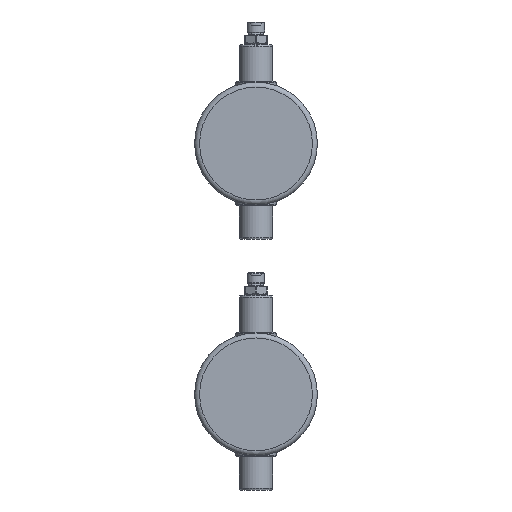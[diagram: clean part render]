
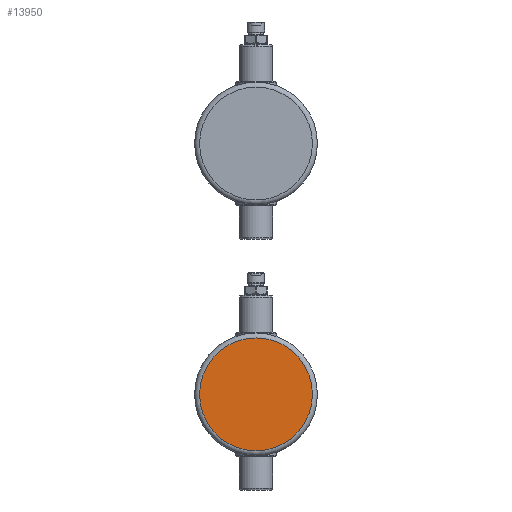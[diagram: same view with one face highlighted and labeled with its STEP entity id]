
A CAD part, front view. The second image highlights one B-rep face of the part: STEP entity #13950.
In plain terms, the highlighted planar face has unit normal (0, -1, 0).
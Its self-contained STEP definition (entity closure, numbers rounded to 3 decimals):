
#643=PLANE('',#15277);
#3307=CIRCLE('',#15272,67.5);
#5576=ORIENTED_EDGE('',*,*,#8285,.T.);
#8285=EDGE_CURVE('',#9849,#9849,#3307,.F.);
#9849=VERTEX_POINT('',#29905);
#11466=EDGE_LOOP('',(#5576));
#12731=FACE_BOUND('',#11466,.T.);
#13950=ADVANCED_FACE('',(#12731),#643,.F.);
#15272=AXIS2_PLACEMENT_3D('',#29904,#17862,#17863);
#15277=AXIS2_PLACEMENT_3D('',#29913,#17872,#17873);
#17862=DIRECTION('',(0.,1.,0.));
#17863=DIRECTION('',(0.,0.,1.));
#17872=DIRECTION('',(0.,1.,0.));
#17873=DIRECTION('',(0.,0.,1.));
#29904=CARTESIAN_POINT('',(0.,-16.5,0.));
#29905=CARTESIAN_POINT('',(0.,-16.5,67.5));
#29913=CARTESIAN_POINT('',(0.,-16.5,0.));
